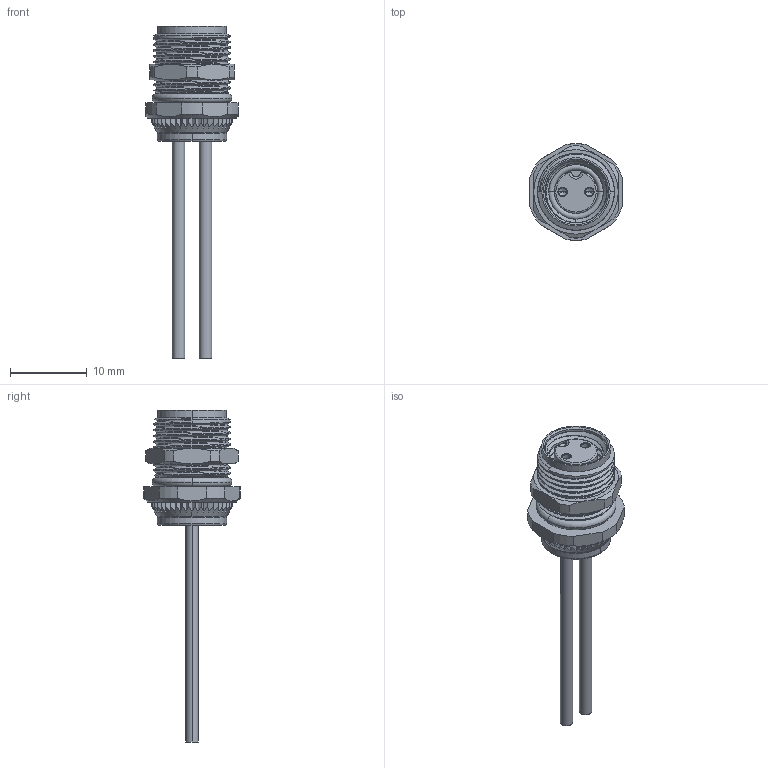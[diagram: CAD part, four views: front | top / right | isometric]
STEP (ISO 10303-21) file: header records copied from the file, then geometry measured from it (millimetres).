
FILE_DESCRIPTION((''),'2;1');
FILE_NAME('3P-K133332_2_0_17','2025-09-14T',('gongcheng16'),(''),'PRO/ENGINEER BY PARAMETRIC TECHNOLOGY CORPORATION, 2010280','PRO/ENGINEER BY PARAMETRIC TECHNOLOGY CORPORATION, 2010280','');
FILE_SCHEMA(('CONFIG_CONTROL_DESIGN'));
Length unit declared in the file: millimetre
Products named in the file (1): 3P-K133332_2_0_17
Bounding box: 12 x 12.6 x 43.2 mm (x, y, z)
Volume: 260.6 mm3; surface area: 2706.9 mm2
Topology: 1 solids, 10 shells, 488 faces, 1236 edges, 787 vertices
Faces by surface type: plane 194, cylinder 184, cone 63, bspline 25, torus 22
Entity records: 20619 total; most frequent: CARTESIAN_POINT 9038, ORIENTED_EDGE 2456, DIRECTION 2343, EDGE_CURVE 1228, AXIS2_PLACEMENT_3D 898, VERTEX_POINT 787, VECTOR 547, LINE 547
